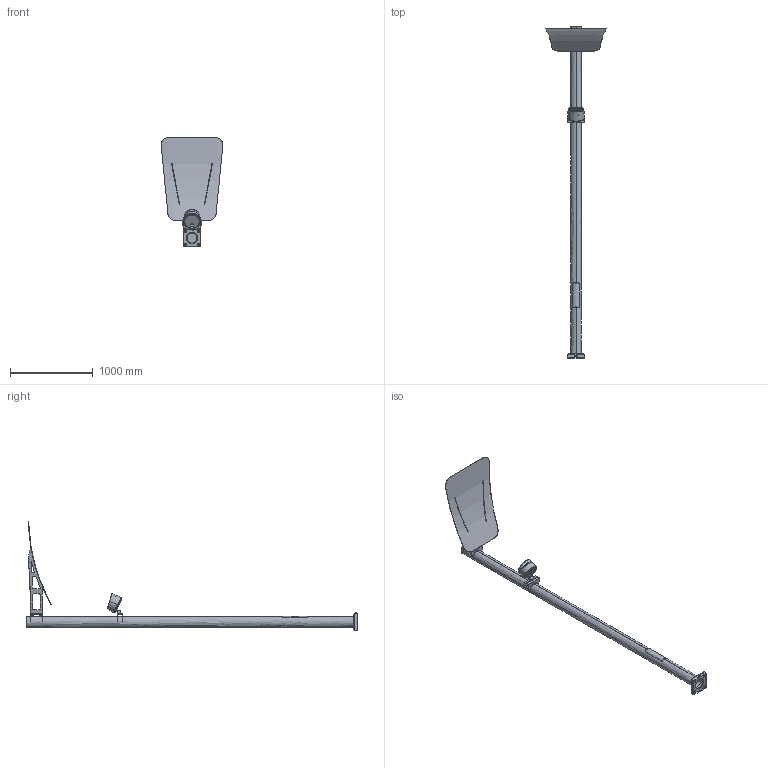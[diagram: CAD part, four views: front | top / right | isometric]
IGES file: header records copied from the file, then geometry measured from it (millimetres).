
Start section: SolidWorks IGES file using analytic representation for surfaces
Global section: file name: mira-1-4(45)-(Ê200-150-4õ25)-ö+ïî.IGS; native system: SolidWorks 2020; preprocessor: SolidWorks 2020; author: Åêàòåðèíà; date: 210708.171225; units: millimetre
Bounding box: 744.27 x 4010 x 1328 mm (x, y, z)
Surface area: 5752220.8 mm2 (no closed solid volume)
Topology: 0 solids, 0 shells, 819 faces, 13991 edges, 13987 vertices
Faces by surface type: revolution 418, bspline 401
